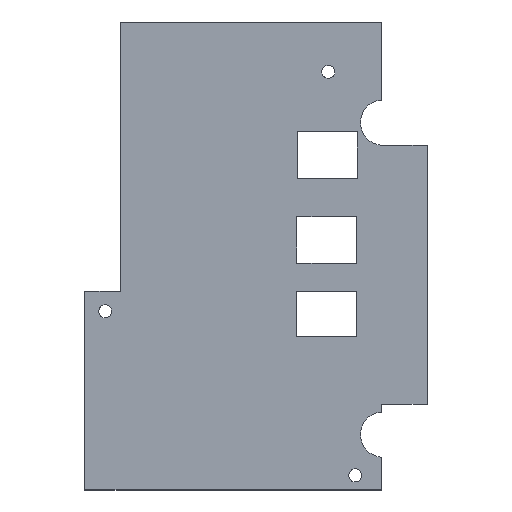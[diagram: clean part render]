
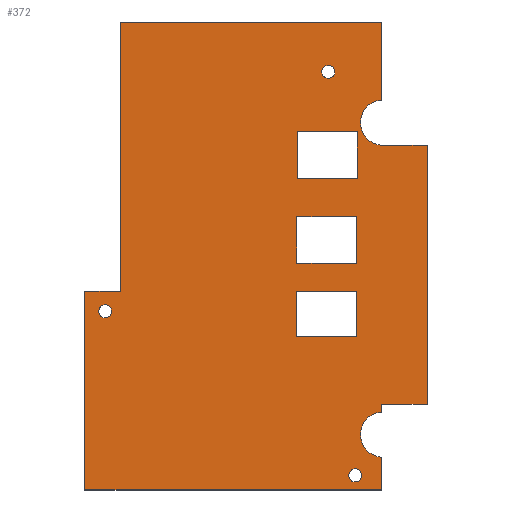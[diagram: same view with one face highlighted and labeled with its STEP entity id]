
A CAD part, top view. The second image highlights one B-rep face of the part: STEP entity #372.
In plain terms, the highlighted planar face has unit normal (0, 0, 1).
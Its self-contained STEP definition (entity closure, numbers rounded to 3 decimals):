
#42 = VERTEX_POINT('',#43);
#43 = CARTESIAN_POINT('',(59.,-15.5,1.6));
#49 = EDGE_CURVE('',#42,#50,#52,.T.);
#50 = VERTEX_POINT('',#51);
#51 = CARTESIAN_POINT('',(59.,-24.5,1.6));
#52 = CIRCLE('',#53,4.507);
#53 = AXIS2_PLACEMENT_3D('',#54,#55,#56);
#54 = CARTESIAN_POINT('',(59.256,-20.,1.6));
#55 = DIRECTION('',(0.,0.,1.));
#56 = DIRECTION('',(-0.057,0.998,0.));
#84 = VERTEX_POINT('',#85);
#85 = CARTESIAN_POINT('',(59.,0.,1.6));
#91 = EDGE_CURVE('',#84,#42,#92,.T.);
#92 = LINE('',#93,#94);
#93 = CARTESIAN_POINT('',(59.,0.,1.6));
#94 = VECTOR('',#95,1.);
#95 = DIRECTION('',(0.,-1.,0.));
#113 = EDGE_CURVE('',#50,#114,#116,.T.);
#114 = VERTEX_POINT('',#115);
#115 = CARTESIAN_POINT('',(68.,-24.5,1.6));
#116 = LINE('',#117,#118);
#117 = CARTESIAN_POINT('',(59.,-24.5,1.6));
#118 = VECTOR('',#119,1.);
#119 = DIRECTION('',(1.,0.,0.));
#372 = ADVANCED_FACE('',(#373,#465,#476,#487,#521,#555,#589),#600,.T.);
#373 = FACE_BOUND('',#374,.T.);
#374 = EDGE_LOOP('',(#375,#376,#377,#385,#393,#401,#409,#417,#425,#433,
    #442,#450,#458,#464));
#375 = ORIENTED_EDGE('',*,*,#49,.F.);
#376 = ORIENTED_EDGE('',*,*,#91,.F.);
#377 = ORIENTED_EDGE('',*,*,#378,.F.);
#378 = EDGE_CURVE('',#379,#84,#381,.T.);
#379 = VERTEX_POINT('',#380);
#380 = CARTESIAN_POINT('',(24.,0.,1.6));
#381 = LINE('',#382,#383);
#382 = CARTESIAN_POINT('',(24.,0.,1.6));
#383 = VECTOR('',#384,1.);
#384 = DIRECTION('',(1.,0.,0.));
#385 = ORIENTED_EDGE('',*,*,#386,.F.);
#386 = EDGE_CURVE('',#387,#379,#389,.T.);
#387 = VERTEX_POINT('',#388);
#388 = CARTESIAN_POINT('',(7.,0.,1.6));
#389 = LINE('',#390,#391);
#390 = CARTESIAN_POINT('',(7.,0.,1.6));
#391 = VECTOR('',#392,1.);
#392 = DIRECTION('',(1.,0.,0.));
#393 = ORIENTED_EDGE('',*,*,#394,.F.);
#394 = EDGE_CURVE('',#395,#387,#397,.T.);
#395 = VERTEX_POINT('',#396);
#396 = CARTESIAN_POINT('',(7.,-53.5,1.6));
#397 = LINE('',#398,#399);
#398 = CARTESIAN_POINT('',(7.,-53.5,1.6));
#399 = VECTOR('',#400,1.);
#400 = DIRECTION('',(0.,1.,0.));
#401 = ORIENTED_EDGE('',*,*,#402,.F.);
#402 = EDGE_CURVE('',#403,#395,#405,.T.);
#403 = VERTEX_POINT('',#404);
#404 = CARTESIAN_POINT('',(0.,-53.5,1.6));
#405 = LINE('',#406,#407);
#406 = CARTESIAN_POINT('',(0.,-53.5,1.6));
#407 = VECTOR('',#408,1.);
#408 = DIRECTION('',(1.,0.,0.));
#409 = ORIENTED_EDGE('',*,*,#410,.F.);
#410 = EDGE_CURVE('',#411,#403,#413,.T.);
#411 = VERTEX_POINT('',#412);
#412 = CARTESIAN_POINT('',(0.,-93.,1.6));
#413 = LINE('',#414,#415);
#414 = CARTESIAN_POINT('',(0.,-93.,1.6));
#415 = VECTOR('',#416,1.);
#416 = DIRECTION('',(0.,1.,0.));
#417 = ORIENTED_EDGE('',*,*,#418,.F.);
#418 = EDGE_CURVE('',#419,#411,#421,.T.);
#419 = VERTEX_POINT('',#420);
#420 = CARTESIAN_POINT('',(59.,-93.,1.6));
#421 = LINE('',#422,#423);
#422 = CARTESIAN_POINT('',(59.,-93.,1.6));
#423 = VECTOR('',#424,1.);
#424 = DIRECTION('',(-1.,0.,0.));
#425 = ORIENTED_EDGE('',*,*,#426,.F.);
#426 = EDGE_CURVE('',#427,#419,#429,.T.);
#427 = VERTEX_POINT('',#428);
#428 = CARTESIAN_POINT('',(59.,-86.5,1.6));
#429 = LINE('',#430,#431);
#430 = CARTESIAN_POINT('',(59.,-86.5,1.6));
#431 = VECTOR('',#432,1.);
#432 = DIRECTION('',(0.,-1.,0.));
#433 = ORIENTED_EDGE('',*,*,#434,.F.);
#434 = EDGE_CURVE('',#435,#427,#437,.T.);
#435 = VERTEX_POINT('',#436);
#436 = CARTESIAN_POINT('',(59.,-77.5,1.6));
#437 = CIRCLE('',#438,4.507);
#438 = AXIS2_PLACEMENT_3D('',#439,#440,#441);
#439 = CARTESIAN_POINT('',(59.256,-82.,1.6));
#440 = DIRECTION('',(0.,0.,1.));
#441 = DIRECTION('',(-0.057,0.998,0.));
#442 = ORIENTED_EDGE('',*,*,#443,.F.);
#443 = EDGE_CURVE('',#444,#435,#446,.T.);
#444 = VERTEX_POINT('',#445);
#445 = CARTESIAN_POINT('',(59.,-76.,1.6));
#446 = LINE('',#447,#448);
#447 = CARTESIAN_POINT('',(59.,-76.,1.6));
#448 = VECTOR('',#449,1.);
#449 = DIRECTION('',(0.,-1.,0.));
#450 = ORIENTED_EDGE('',*,*,#451,.F.);
#451 = EDGE_CURVE('',#452,#444,#454,.T.);
#452 = VERTEX_POINT('',#453);
#453 = CARTESIAN_POINT('',(68.,-76.,1.6));
#454 = LINE('',#455,#456);
#455 = CARTESIAN_POINT('',(68.,-76.,1.6));
#456 = VECTOR('',#457,1.);
#457 = DIRECTION('',(-1.,0.,0.));
#458 = ORIENTED_EDGE('',*,*,#459,.F.);
#459 = EDGE_CURVE('',#114,#452,#460,.T.);
#460 = LINE('',#461,#462);
#461 = CARTESIAN_POINT('',(68.,-24.5,1.6));
#462 = VECTOR('',#463,1.);
#463 = DIRECTION('',(0.,-1.,0.));
#464 = ORIENTED_EDGE('',*,*,#113,.F.);
#465 = FACE_BOUND('',#466,.T.);
#466 = EDGE_LOOP('',(#467));
#467 = ORIENTED_EDGE('',*,*,#468,.T.);
#468 = EDGE_CURVE('',#469,#469,#471,.T.);
#469 = VERTEX_POINT('',#470);
#470 = CARTESIAN_POINT('',(4.032,-58.778,1.6));
#471 = CIRCLE('',#472,1.3);
#472 = AXIS2_PLACEMENT_3D('',#473,#474,#475);
#473 = CARTESIAN_POINT('',(4.032,-57.478,1.6));
#474 = DIRECTION('',(-0.,0.,-1.));
#475 = DIRECTION('',(-0.,-1.,0.));
#476 = FACE_BOUND('',#477,.T.);
#477 = EDGE_LOOP('',(#478));
#478 = ORIENTED_EDGE('',*,*,#479,.T.);
#479 = EDGE_CURVE('',#480,#480,#482,.T.);
#480 = VERTEX_POINT('',#481);
#481 = CARTESIAN_POINT('',(53.714,-91.392,1.6));
#482 = CIRCLE('',#483,1.3);
#483 = AXIS2_PLACEMENT_3D('',#484,#485,#486);
#484 = CARTESIAN_POINT('',(53.714,-90.092,1.6));
#485 = DIRECTION('',(-0.,0.,-1.));
#486 = DIRECTION('',(-0.,-1.,0.));
#487 = FACE_BOUND('',#488,.T.);
#488 = EDGE_LOOP('',(#489,#499,#507,#515));
#489 = ORIENTED_EDGE('',*,*,#490,.F.);
#490 = EDGE_CURVE('',#491,#493,#495,.T.);
#491 = VERTEX_POINT('',#492);
#492 = CARTESIAN_POINT('',(42.081,-62.507,1.6));
#493 = VERTEX_POINT('',#494);
#494 = CARTESIAN_POINT('',(54.07,-62.507,1.6));
#495 = LINE('',#496,#497);
#496 = CARTESIAN_POINT('',(42.081,-62.507,1.6));
#497 = VECTOR('',#498,1.);
#498 = DIRECTION('',(1.,0.,0.));
#499 = ORIENTED_EDGE('',*,*,#500,.F.);
#500 = EDGE_CURVE('',#501,#491,#503,.T.);
#501 = VERTEX_POINT('',#502);
#502 = CARTESIAN_POINT('',(42.081,-53.49,1.6));
#503 = LINE('',#504,#505);
#504 = CARTESIAN_POINT('',(42.081,-53.49,1.6));
#505 = VECTOR('',#506,1.);
#506 = DIRECTION('',(0.,-1.,0.));
#507 = ORIENTED_EDGE('',*,*,#508,.F.);
#508 = EDGE_CURVE('',#509,#501,#511,.T.);
#509 = VERTEX_POINT('',#510);
#510 = CARTESIAN_POINT('',(54.07,-53.49,1.6));
#511 = LINE('',#512,#513);
#512 = CARTESIAN_POINT('',(54.07,-53.49,1.6));
#513 = VECTOR('',#514,1.);
#514 = DIRECTION('',(-1.,0.,0.));
#515 = ORIENTED_EDGE('',*,*,#516,.F.);
#516 = EDGE_CURVE('',#493,#509,#517,.T.);
#517 = LINE('',#518,#519);
#518 = CARTESIAN_POINT('',(54.07,-62.507,1.6));
#519 = VECTOR('',#520,1.);
#520 = DIRECTION('',(0.,1.,0.));
#521 = FACE_BOUND('',#522,.T.);
#522 = EDGE_LOOP('',(#523,#533,#541,#549));
#523 = ORIENTED_EDGE('',*,*,#524,.F.);
#524 = EDGE_CURVE('',#525,#527,#529,.T.);
#525 = VERTEX_POINT('',#526);
#526 = CARTESIAN_POINT('',(42.107,-47.928,1.6));
#527 = VERTEX_POINT('',#528);
#528 = CARTESIAN_POINT('',(53.994,-47.928,1.6));
#529 = LINE('',#530,#531);
#530 = CARTESIAN_POINT('',(42.107,-47.928,1.6));
#531 = VECTOR('',#532,1.);
#532 = DIRECTION('',(1.,0.,0.));
#533 = ORIENTED_EDGE('',*,*,#534,.F.);
#534 = EDGE_CURVE('',#535,#525,#537,.T.);
#535 = VERTEX_POINT('',#536);
#536 = CARTESIAN_POINT('',(42.107,-38.682,1.6));
#537 = LINE('',#538,#539);
#538 = CARTESIAN_POINT('',(42.107,-38.682,1.6));
#539 = VECTOR('',#540,1.);
#540 = DIRECTION('',(0.,-1.,0.));
#541 = ORIENTED_EDGE('',*,*,#542,.F.);
#542 = EDGE_CURVE('',#543,#535,#545,.T.);
#543 = VERTEX_POINT('',#544);
#544 = CARTESIAN_POINT('',(53.994,-38.682,1.6));
#545 = LINE('',#546,#547);
#546 = CARTESIAN_POINT('',(53.994,-38.682,1.6));
#547 = VECTOR('',#548,1.);
#548 = DIRECTION('',(-1.,0.,0.));
#549 = ORIENTED_EDGE('',*,*,#550,.F.);
#550 = EDGE_CURVE('',#527,#543,#551,.T.);
#551 = LINE('',#552,#553);
#552 = CARTESIAN_POINT('',(53.994,-47.928,1.6));
#553 = VECTOR('',#554,1.);
#554 = DIRECTION('',(0.,1.,0.));
#555 = FACE_BOUND('',#556,.T.);
#556 = EDGE_LOOP('',(#557,#567,#575,#583));
#557 = ORIENTED_EDGE('',*,*,#558,.F.);
#558 = EDGE_CURVE('',#559,#561,#563,.T.);
#559 = VERTEX_POINT('',#560);
#560 = CARTESIAN_POINT('',(42.183,-31.037,1.6));
#561 = VERTEX_POINT('',#562);
#562 = CARTESIAN_POINT('',(54.121,-31.037,1.6));
#563 = LINE('',#564,#565);
#564 = CARTESIAN_POINT('',(42.183,-31.037,1.6));
#565 = VECTOR('',#566,1.);
#566 = DIRECTION('',(1.,0.,0.));
#567 = ORIENTED_EDGE('',*,*,#568,.F.);
#568 = EDGE_CURVE('',#569,#559,#571,.T.);
#569 = VERTEX_POINT('',#570);
#570 = CARTESIAN_POINT('',(42.183,-21.842,1.6));
#571 = LINE('',#572,#573);
#572 = CARTESIAN_POINT('',(42.183,-21.842,1.6));
#573 = VECTOR('',#574,1.);
#574 = DIRECTION('',(0.,-1.,0.));
#575 = ORIENTED_EDGE('',*,*,#576,.F.);
#576 = EDGE_CURVE('',#577,#569,#579,.T.);
#577 = VERTEX_POINT('',#578);
#578 = CARTESIAN_POINT('',(54.121,-21.842,1.6));
#579 = LINE('',#580,#581);
#580 = CARTESIAN_POINT('',(54.121,-21.842,1.6));
#581 = VECTOR('',#582,1.);
#582 = DIRECTION('',(-1.,0.,0.));
#583 = ORIENTED_EDGE('',*,*,#584,.F.);
#584 = EDGE_CURVE('',#561,#577,#585,.T.);
#585 = LINE('',#586,#587);
#586 = CARTESIAN_POINT('',(54.121,-31.037,1.6));
#587 = VECTOR('',#588,1.);
#588 = DIRECTION('',(0.,1.,0.));
#589 = FACE_BOUND('',#590,.T.);
#590 = EDGE_LOOP('',(#591));
#591 = ORIENTED_EDGE('',*,*,#592,.T.);
#592 = EDGE_CURVE('',#593,#593,#595,.T.);
#593 = VERTEX_POINT('',#594);
#594 = CARTESIAN_POINT('',(48.355,-11.204,1.6));
#595 = CIRCLE('',#596,1.3);
#596 = AXIS2_PLACEMENT_3D('',#597,#598,#599);
#597 = CARTESIAN_POINT('',(48.355,-9.904,1.6));
#598 = DIRECTION('',(-0.,0.,-1.));
#599 = DIRECTION('',(0.,-1.,0.));
#600 = PLANE('',#601);
#601 = AXIS2_PLACEMENT_3D('',#602,#603,#604);
#602 = CARTESIAN_POINT('',(0.,0.,1.6));
#603 = DIRECTION('',(0.,0.,1.));
#604 = DIRECTION('',(1.,0.,-0.));
